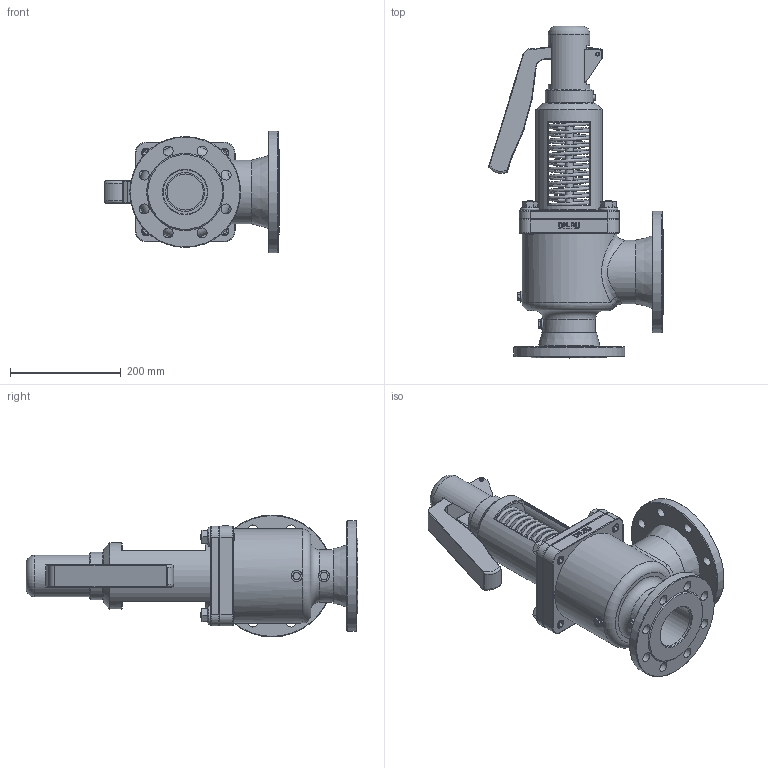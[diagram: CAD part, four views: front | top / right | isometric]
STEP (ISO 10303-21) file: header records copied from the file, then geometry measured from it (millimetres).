
FILE_DESCRIPTION(/* description */ (''),/* implementation_level */ '2;1');
FILE_NAME(/* name */ 'DN80_3D_STEP.stp',/* time_stamp */ '2023-12-21T11:32:00+03:00',/* author */ ('igorr'),/* organization */ (''),/* preprocessor_version */ 'ST-DEVELOPER v19.2',/* originating_system */ 'Autodesk Inventor 2023',/* authorisation */ '');
FILE_SCHEMA (('AUTOMOTIVE_DESIGN { 1 0 10303 214 3 1 1 }'));
Length unit declared in the file: millimetre
Products named in the file (9): Сборка; Деталь1; Деталь3; Деталь4; Деталь5; Деталь2; AS 1110 - M8 x 12; AS 1421 - M16 x 60 засверленный 
конец; DIN 6923 - M16
Assembly tree (15 placements, depth 2):
  Сборка
    Деталь1
    Деталь3
    Деталь4
    Деталь5
    Деталь2
    AS 1110 - M8 x 12  x2
    AS 1421 - M16 x 60 засверленный 
конец  x4
    DIN 6923 - M16  x4
Bounding box: 315.39 x 599 x 220 mm (x, y, z)
Volume: 5212299.1 mm3; surface area: 893405.8 mm2
Topology: 15 solids, 15 shells, 525 faces, 1232 edges, 774 vertices
Faces by surface type: plane 240, cylinder 127, cone 79, torus 47, bspline 32
Full cylindrical faces by diameter (mm): 5 x2, 7 x2, 7.81 x1, 8 x2, 10 x5, 13 x2, 13.835 x4, 15 x1, 16 x12, 18 x16, 20 x3, 50 x1, 60 x2, 65 x1, 70 x1, 75 x1, 79.926 x1, 80 x4, 85 x1, 86 x3, 95 x1, 100 x1, 110 x1, 115 x1, 120 x1, 140 x1, 150 x1, 200 x1, 220 x1
Entity records: 15290 total; most frequent: CARTESIAN_POINT 5515, DIRECTION 1915, ORIENTED_EDGE 1826, EDGE_CURVE 913, AXIS2_PLACEMENT_3D 754, VERTEX_POINT 582, EDGE_LOOP 497, LINE 407
